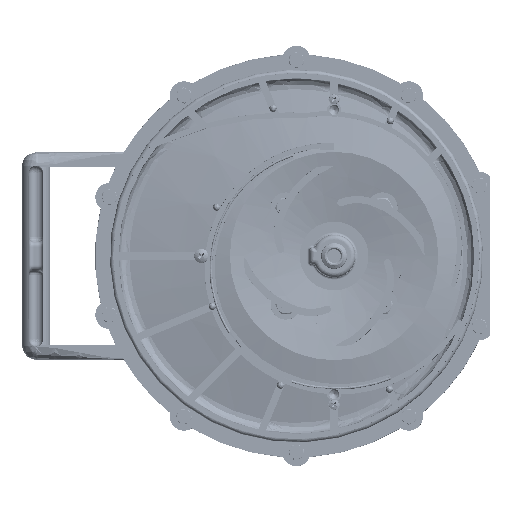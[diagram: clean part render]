
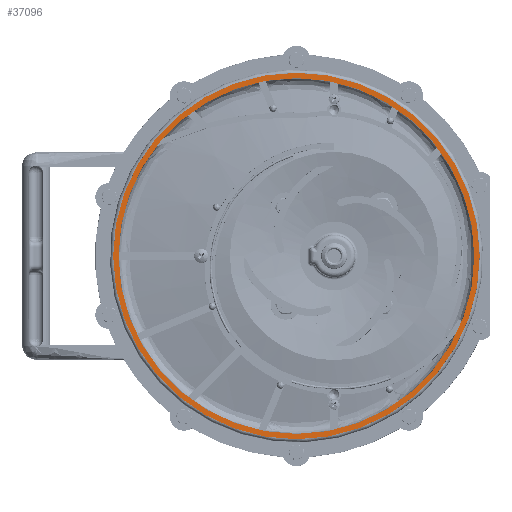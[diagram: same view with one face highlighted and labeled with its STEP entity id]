
A CAD part, left-side view. The second image highlights one B-rep face of the part: STEP entity #37096.
In plain terms, the highlighted planar face has unit normal (-1, 0, 0).
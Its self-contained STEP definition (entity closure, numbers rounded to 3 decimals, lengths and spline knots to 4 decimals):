
#2071=FACE_BOUND('',#7418,.T.);
#2773=CIRCLE('',#40268,4.8625);
#2774=CIRCLE('',#40269,4.72);
#4369=PLANE('',#40267);
#5254=FACE_OUTER_BOUND('',#7417,.T.);
#7417=EDGE_LOOP('',(#27666));
#7418=EDGE_LOOP('',(#27667));
#15822=VERTEX_POINT('',#64214);
#15823=VERTEX_POINT('',#64216);
#20288=EDGE_CURVE('',#15822,#15822,#2773,.T.);
#20289=EDGE_CURVE('',#15823,#15823,#2774,.T.);
#27666=ORIENTED_EDGE('',*,*,#20288,.T.);
#27667=ORIENTED_EDGE('',*,*,#20289,.T.);
#37096=ADVANCED_FACE('',(#5254,#2071),#4369,.T.);
#40267=AXIS2_PLACEMENT_3D('',#64213,#46054,#46055);
#40268=AXIS2_PLACEMENT_3D('',#64215,#46056,#46057);
#40269=AXIS2_PLACEMENT_3D('',#64217,#46058,#46059);
#46054=DIRECTION('center_axis',(-1.,0.,0.));
#46055=DIRECTION('ref_axis',(0.,0.,1.));
#46056=DIRECTION('center_axis',(-1.,0.,0.));
#46057=DIRECTION('ref_axis',(0.,0.,1.));
#46058=DIRECTION('center_axis',(1.,0.,0.));
#46059=DIRECTION('ref_axis',(0.,0.,1.));
#64213=CARTESIAN_POINT('Origin',(-1.282,1.,0.));
#64214=CARTESIAN_POINT('',(-1.282,1.,-4.8625));
#64215=CARTESIAN_POINT('Origin',(-1.282,1.,0.));
#64216=CARTESIAN_POINT('',(-1.282,1.,-4.72));
#64217=CARTESIAN_POINT('Origin',(-1.282,1.,0.));
